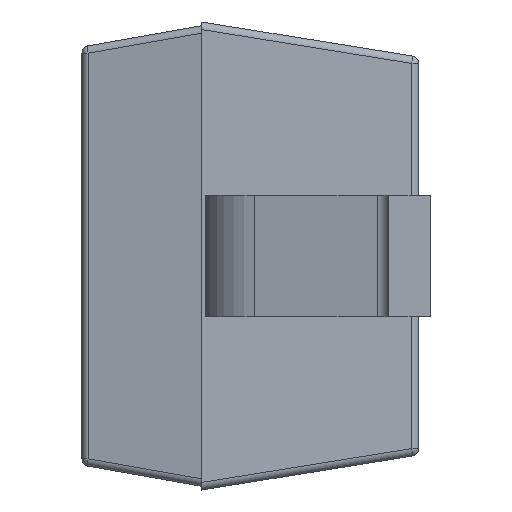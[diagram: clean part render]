
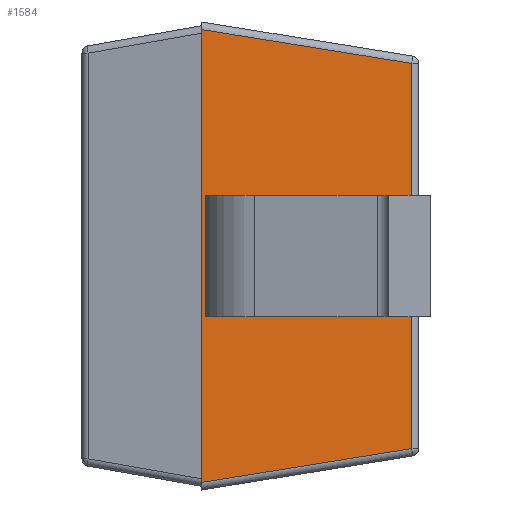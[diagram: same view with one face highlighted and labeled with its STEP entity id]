
A CAD part, left-side view. The second image highlights one B-rep face of the part: STEP entity #1584.
In plain terms, the highlighted face is planar.
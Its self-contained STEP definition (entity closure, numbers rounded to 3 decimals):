
#8 = LINE ( 'NONE', #2501, #1375 ) ;
#80 = EDGE_CURVE ( 'NONE', #1597, #634, #1499, .T. ) ;
#185 = VERTEX_POINT ( 'NONE', #2608 ) ;
#407 = EDGE_LOOP ( 'NONE', ( #1501, #2302, #2103, #2033 ) ) ;
#411 = VECTOR ( 'NONE', #1199, 1000. ) ;
#634 = VERTEX_POINT ( 'NONE', #1445 ) ;
#637 = EDGE_CURVE ( 'NONE', #1597, #185, #2360, .T. ) ;
#645 = DIRECTION ( 'NONE',  ( 0.052, 0.999, 0. ) ) ;
#678 = EDGE_CURVE ( 'NONE', #1395, #875, #2888, .T. ) ;
#710 = FACE_BOUND ( 'NONE', #2685, .T. ) ;
#726 = ORIENTED_EDGE ( 'NONE', *, *, #1710, .T. ) ;
#738 = FACE_OUTER_BOUND ( 'NONE', #407, .T. ) ;
#774 = CARTESIAN_POINT ( 'NONE',  ( 0., 0., -0.787 ) ) ;
#801 = ORIENTED_EDGE ( 'NONE', *, *, #80, .F. ) ;
#875 = VERTEX_POINT ( 'NONE', #2262 ) ;
#921 = ORIENTED_EDGE ( 'NONE', *, *, #637, .T. ) ;
#1011 = CARTESIAN_POINT ( 'NONE',  ( 0.006, 0.11, -0.787 ) ) ;
#1035 = DIRECTION ( 'NONE',  ( 0., 0., 1. ) ) ;
#1042 = LINE ( 'NONE', #1011, #2388 ) ;
#1067 = DIRECTION ( 'NONE',  ( 0., 0., -1. ) ) ;
#1086 = EDGE_CURVE ( 'NONE', #875, #2878, #8, .T. ) ;
#1184 = CARTESIAN_POINT ( 'NONE',  ( 0.006, 0.11, -0.462 ) ) ;
#1199 = DIRECTION ( 'NONE',  ( 0., 0., 1. ) ) ;
#1200 = LINE ( 'NONE', #2588, #2185 ) ;
#1229 = EDGE_CURVE ( 'NONE', #2310, #1395, #1200, .T. ) ;
#1282 = CARTESIAN_POINT ( 'NONE',  ( 0., 0., -0.462 ) ) ;
#1372 = DIRECTION ( 'NONE',  ( -0.052, -0.986, -0.159 ) ) ;
#1375 = VECTOR ( 'NONE', #1372, 1000. ) ;
#1386 = ORIENTED_EDGE ( 'NONE', *, *, #2500, .F. ) ;
#1395 = VERTEX_POINT ( 'NONE', #2238 ) ;
#1406 = CARTESIAN_POINT ( 'NONE',  ( 0., 0., 0. ) ) ;
#1424 = CARTESIAN_POINT ( 'NONE',  ( 0., 0., -1.23 ) ) ;
#1445 = CARTESIAN_POINT ( 'NONE',  ( 0.001, 0.011, -0.462 ) ) ;
#1446 = PLANE ( 'NONE',  #1768 ) ;
#1499 = LINE ( 'NONE', #2177, #1930 ) ;
#1501 = ORIENTED_EDGE ( 'NONE', *, *, #2851, .T. ) ;
#1584 = ADVANCED_FACE ( 'NONE', ( #710, #738 ), #1446, .T. ) ;
#1594 = VECTOR ( 'NONE', #1851, 1000. ) ;
#1597 = VERTEX_POINT ( 'NONE', #2109 ) ;
#1638 = LINE ( 'NONE', #1679, #411 ) ;
#1679 = CARTESIAN_POINT ( 'NONE',  ( 0., 0., 0. ) ) ;
#1710 = EDGE_CURVE ( 'NONE', #185, #1855, #1042, .T. ) ;
#1768 = AXIS2_PLACEMENT_3D ( 'NONE', #1406, #2815, #2361 ) ;
#1851 = DIRECTION ( 'NONE',  ( 0.052, 0.999, 0. ) ) ;
#1855 = VERTEX_POINT ( 'NONE', #1184 ) ;
#1930 = VECTOR ( 'NONE', #1035, 1000. ) ;
#2033 = ORIENTED_EDGE ( 'NONE', *, *, #1086, .T. ) ;
#2103 = ORIENTED_EDGE ( 'NONE', *, *, #678, .T. ) ;
#2106 = CARTESIAN_POINT ( 'NONE',  ( 0., 0., -0.02 ) ) ;
#2109 = CARTESIAN_POINT ( 'NONE',  ( 0.001, 0.011, -0.787 ) ) ;
#2115 = DIRECTION ( 'NONE',  ( 0.052, 0.986, -0.159 ) ) ;
#2177 = CARTESIAN_POINT ( 'NONE',  ( 0.001, 0.011, -0.787 ) ) ;
#2185 = VECTOR ( 'NONE', #2115, 1000. ) ;
#2195 = LINE ( 'NONE', #1282, #2502 ) ;
#2238 = CARTESIAN_POINT ( 'NONE',  ( 0.029, 0.561, -0.111 ) ) ;
#2262 = CARTESIAN_POINT ( 'NONE',  ( 0.029, 0.561, -1.139 ) ) ;
#2302 = ORIENTED_EDGE ( 'NONE', *, *, #1229, .T. ) ;
#2310 = VERTEX_POINT ( 'NONE', #2106 ) ;
#2360 = LINE ( 'NONE', #774, #1594 ) ;
#2361 = DIRECTION ( 'NONE',  ( -0.052, -0.999, 0. ) ) ;
#2388 = VECTOR ( 'NONE', #2845, 1000. ) ;
#2500 = EDGE_CURVE ( 'NONE', #634, #1855, #2195, .T. ) ;
#2501 = CARTESIAN_POINT ( 'NONE',  ( 0., -0.003, -1.23 ) ) ;
#2502 = VECTOR ( 'NONE', #645, 1000. ) ;
#2588 = CARTESIAN_POINT ( 'NONE',  ( 0.03, 0.577, -0.113 ) ) ;
#2608 = CARTESIAN_POINT ( 'NONE',  ( 0.006, 0.11, -0.787 ) ) ;
#2609 = CARTESIAN_POINT ( 'NONE',  ( 0.029, 0.561, 0. ) ) ;
#2685 = EDGE_LOOP ( 'NONE', ( #801, #921, #726, #1386 ) ) ;
#2785 = VECTOR ( 'NONE', #1067, 1000. ) ;
#2815 = DIRECTION ( 'NONE',  ( -0.999, 0.052, 0. ) ) ;
#2845 = DIRECTION ( 'NONE',  ( 0., 0., 1. ) ) ;
#2851 = EDGE_CURVE ( 'NONE', #2878, #2310, #1638, .T. ) ;
#2878 = VERTEX_POINT ( 'NONE', #1424 ) ;
#2888 = LINE ( 'NONE', #2609, #2785 ) ;
